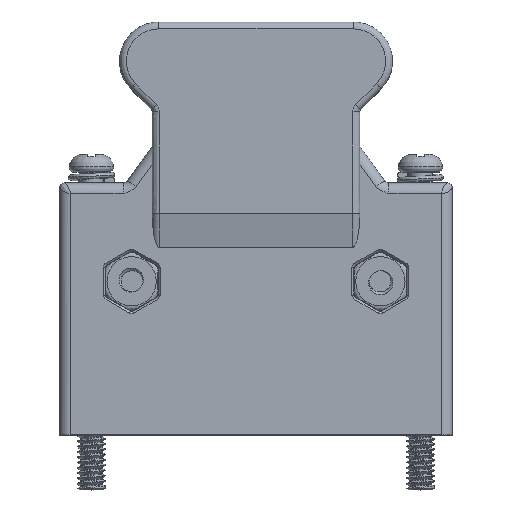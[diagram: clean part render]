
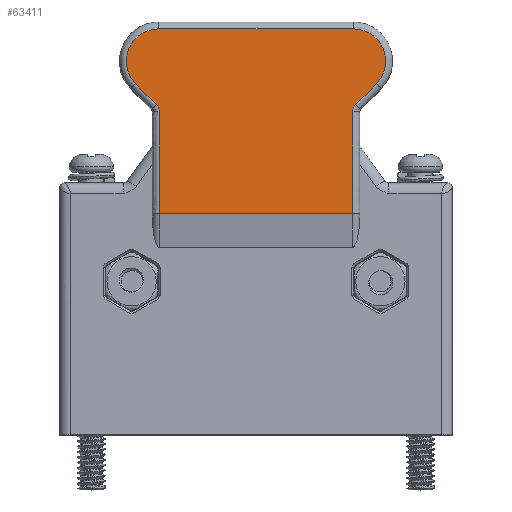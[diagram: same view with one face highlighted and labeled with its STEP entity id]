
A CAD part, top view. The second image highlights one B-rep face of the part: STEP entity #63411.
In plain terms, the highlighted planar face has unit normal (0, 0, 1).
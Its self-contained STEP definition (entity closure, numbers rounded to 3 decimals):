
#62396=CARTESIAN_POINT('',(-9.2,-0.65,7.));
#62397=VERTEX_POINT('',#62396);
#62406=CARTESIAN_POINT('',(-11.368,-5.846,7.));
#62407=VERTEX_POINT('',#62406);
#62415=CARTESIAN_POINT('',(-9.2,-3.7,7.));
#62416=DIRECTION('',(-0.711,-0.703,0.));
#62417=DIRECTION('',(0.,0.,-1.));
#62418=AXIS2_PLACEMENT_3D('',#62415,#62417,#62416);
#62419=CIRCLE('',#62418,3.05);
#62420=EDGE_CURVE('',#62407,#62397,#62419,.T.);
#63319=CARTESIAN_POINT('',(-9.425,-7.808,7.));
#63320=VERTEX_POINT('',#63319);
#63328=CARTESIAN_POINT('',(-9.425,-7.808,7.));
#63329=DIRECTION('',(-0.703,0.711,0.));
#63330=VECTOR('',#63329,2.762);
#63331=LINE('',#63328,#63330);
#63332=EDGE_CURVE('',#63320,#62407,#63331,.T.);
#63337=CARTESIAN_POINT('',(0.,-9.375,7.));
#63338=DIRECTION('',(1.,0.,0.));
#63339=DIRECTION('',(0.,0.,1.));
#63340=AXIS2_PLACEMENT_3D('',#63337,#63339,#63338);
#63341=PLANE('',#63340);
#63342=CARTESIAN_POINT('',(-9.15,-18.1,7.));
#63343=VERTEX_POINT('',#63342);
#63344=CARTESIAN_POINT('',(9.15,-18.1,7.));
#63345=VERTEX_POINT('',#63344);
#63346=CARTESIAN_POINT('',(-9.15,-18.1,7.));
#63347=DIRECTION('',(1.,0.,0.));
#63348=VECTOR('',#63347,18.3);
#63349=LINE('',#63346,#63348);
#63350=EDGE_CURVE('',#63343,#63345,#63349,.T.);
#63351=ORIENTED_EDGE('',*,*,#63350,.T.);
#63352=CARTESIAN_POINT('',(9.15,-8.477,7.));
#63353=VERTEX_POINT('',#63352);
#63354=CARTESIAN_POINT('',(9.15,-18.1,7.));
#63355=DIRECTION('',(0.,1.,0.));
#63356=VECTOR('',#63355,9.623);
#63357=LINE('',#63354,#63356);
#63358=EDGE_CURVE('',#63345,#63353,#63357,.T.);
#63359=ORIENTED_EDGE('',*,*,#63358,.T.);
#63360=CARTESIAN_POINT('',(9.425,-7.808,7.));
#63361=VERTEX_POINT('',#63360);
#63362=CARTESIAN_POINT('',(10.1,-8.477,7.));
#63363=DIRECTION('',(-1.,0.,0.));
#63364=DIRECTION('',(0.,0.,-1.));
#63365=AXIS2_PLACEMENT_3D('',#63362,#63364,#63363);
#63366=CIRCLE('',#63365,0.95);
#63367=EDGE_CURVE('',#63353,#63361,#63366,.T.);
#63368=ORIENTED_EDGE('',*,*,#63367,.T.);
#63369=CARTESIAN_POINT('',(11.368,-5.846,7.));
#63370=VERTEX_POINT('',#63369);
#63371=CARTESIAN_POINT('',(9.425,-7.808,7.));
#63372=DIRECTION('',(0.703,0.711,0.));
#63373=VECTOR('',#63372,2.762);
#63374=LINE('',#63371,#63373);
#63375=EDGE_CURVE('',#63361,#63370,#63374,.T.);
#63376=ORIENTED_EDGE('',*,*,#63375,.T.);
#63377=CARTESIAN_POINT('',(9.2,-0.65,7.));
#63378=VERTEX_POINT('',#63377);
#63379=CARTESIAN_POINT('',(9.2,-3.7,7.));
#63380=DIRECTION('',(0.711,-0.703,0.));
#63381=DIRECTION('',(0.,0.,1.));
#63382=AXIS2_PLACEMENT_3D('',#63379,#63381,#63380);
#63383=CIRCLE('',#63382,3.05);
#63384=EDGE_CURVE('',#63370,#63378,#63383,.T.);
#63385=ORIENTED_EDGE('',*,*,#63384,.T.);
#63386=CARTESIAN_POINT('',(9.2,-0.65,7.));
#63387=DIRECTION('',(-1.,0.,0.));
#63388=VECTOR('',#63387,18.4);
#63389=LINE('',#63386,#63388);
#63390=EDGE_CURVE('',#63378,#62397,#63389,.T.);
#63391=ORIENTED_EDGE('',*,*,#63390,.T.);
#63392=ORIENTED_EDGE('',*,*,#62420,.F.);
#63393=ORIENTED_EDGE('',*,*,#63332,.F.);
#63394=CARTESIAN_POINT('',(-9.15,-8.477,7.));
#63395=VERTEX_POINT('',#63394);
#63396=CARTESIAN_POINT('',(-10.1,-8.477,7.));
#63397=DIRECTION('',(0.711,0.703,0.));
#63398=DIRECTION('',(0.,0.,-1.));
#63399=AXIS2_PLACEMENT_3D('',#63396,#63398,#63397);
#63400=CIRCLE('',#63399,0.95);
#63401=EDGE_CURVE('',#63320,#63395,#63400,.T.);
#63402=ORIENTED_EDGE('',*,*,#63401,.T.);
#63403=CARTESIAN_POINT('',(-9.15,-8.477,7.));
#63404=DIRECTION('',(0.,-1.,0.));
#63405=VECTOR('',#63404,9.623);
#63406=LINE('',#63403,#63405);
#63407=EDGE_CURVE('',#63395,#63343,#63406,.T.);
#63408=ORIENTED_EDGE('',*,*,#63407,.T.);
#63409=EDGE_LOOP('',(#63351,#63359,#63368,#63376,#63385,#63391,#63392,#63393,#63402,#63408));
#63410=FACE_OUTER_BOUND('',#63409,.T.);
#63411=ADVANCED_FACE('',(#63410),#63341,.T.);
